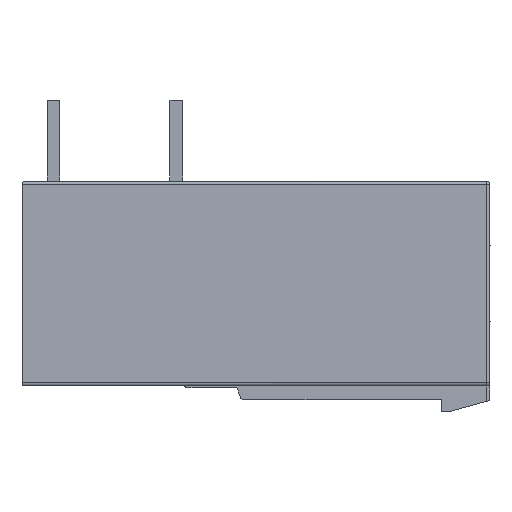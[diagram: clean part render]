
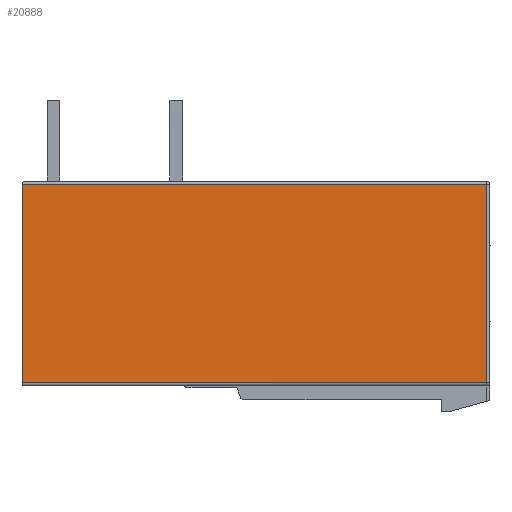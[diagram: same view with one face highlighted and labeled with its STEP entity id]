
A CAD part, front view. The second image highlights one B-rep face of the part: STEP entity #20888.
In plain terms, the highlighted planar face has unit normal (0, -1, 0).
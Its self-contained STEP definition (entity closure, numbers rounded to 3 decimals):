
#7150=DIRECTION('',(1.,0.,0.));
#7151=VECTOR('',#7150,28.8);
#7152=CARTESIAN_POINT('',(-11.15,-7.62,6.756));
#7153=LINE('',#7152,#7151);
#7154=DIRECTION('',(0.,0.,-1.));
#7155=VECTOR('',#7154,12.3);
#7156=CARTESIAN_POINT('',(17.65,-7.62,6.756));
#7157=LINE('',#7156,#7155);
#7158=DIRECTION('',(1.,0.,0.));
#7159=VECTOR('',#7158,28.8);
#7160=CARTESIAN_POINT('',(-11.15,-7.62,-5.544));
#7161=LINE('',#7160,#7159);
#7340=DIRECTION('',(0.,0.,1.));
#7341=VECTOR('',#7340,12.3);
#7342=CARTESIAN_POINT('',(-11.15,-7.62,-5.544));
#7343=LINE('',#7342,#7341);
#10983=CARTESIAN_POINT('',(-11.15,-7.62,-5.544));
#10984=VERTEX_POINT('',#10983);
#10991=CARTESIAN_POINT('',(-11.15,-7.62,6.756));
#10992=CARTESIAN_POINT('',(17.65,-7.62,6.756));
#10993=VERTEX_POINT('',#10991);
#10994=VERTEX_POINT('',#10992);
#10995=CARTESIAN_POINT('',(17.65,-7.62,-5.544));
#10996=VERTEX_POINT('',#10995);
#20875=CARTESIAN_POINT('',(17.85,-7.62,-5.744));
#20876=DIRECTION('',(0.,1.,0.));
#20877=DIRECTION('',(0.,0.,1.));
#20878=AXIS2_PLACEMENT_3D('',#20875,#20876,#20877);
#20879=PLANE('',#20878);
#20880=ORIENTED_EDGE('',*,*,#20843,.T.);
#20881=ORIENTED_EDGE('',*,*,#20866,.T.);
#20883=ORIENTED_EDGE('',*,*,#20882,.F.);
#20885=ORIENTED_EDGE('',*,*,#20884,.T.);
#20886=EDGE_LOOP('',(#20880,#20881,#20883,#20885));
#20887=FACE_OUTER_BOUND('',#20886,.F.);
#20888=ADVANCED_FACE('',(#20887),#20879,.F.);
#20843=EDGE_CURVE('',#10993,#10994,#7153,.T.);
#20866=EDGE_CURVE('',#10994,#10996,#7157,.T.);
#20882=EDGE_CURVE('',#10984,#10996,#7161,.T.);
#20884=EDGE_CURVE('',#10984,#10993,#7343,.T.);
